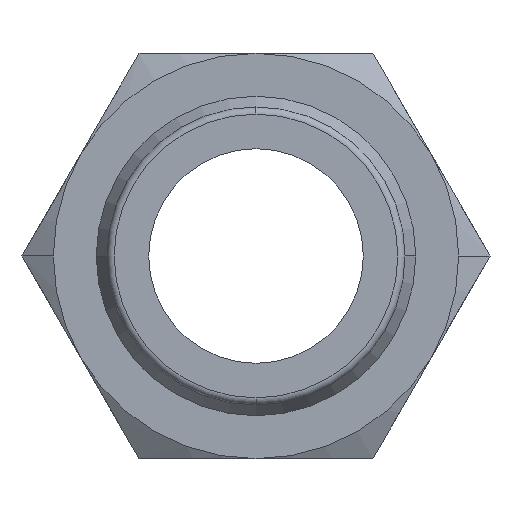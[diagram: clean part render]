
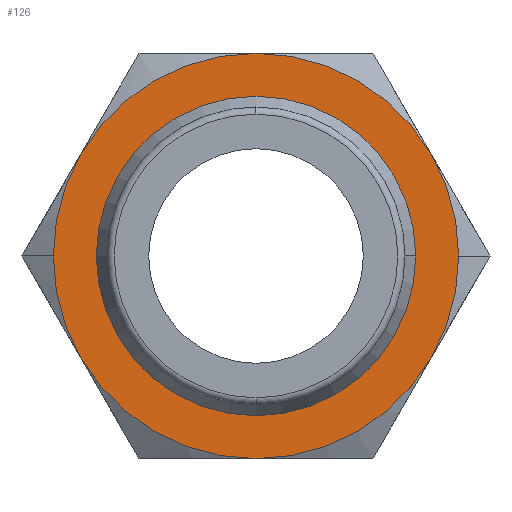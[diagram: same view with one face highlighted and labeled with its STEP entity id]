
A CAD part, front view. The second image highlights one B-rep face of the part: STEP entity #126.
In plain terms, the highlighted planar face has unit normal (0, -1, 0).
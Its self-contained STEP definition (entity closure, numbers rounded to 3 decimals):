
#126=ADVANCED_FACE('',(#260,#261),#262,.T.);
#260=FACE_OUTER_BOUND('',#397,.T.);
#261=FACE_BOUND('',#398,.T.);
#262=PLANE('',#399);
#397=EDGE_LOOP('',(#682,#683,#684,#685,#686,#687,#688,#689));
#398=EDGE_LOOP('',(#690,#691));
#399=AXIS2_PLACEMENT_3D('',#692,#693,#694);
#682=ORIENTED_EDGE('',*,*,#890,.T.);
#683=ORIENTED_EDGE('',*,*,#898,.T.);
#684=ORIENTED_EDGE('',*,*,#796,.T.);
#685=ORIENTED_EDGE('',*,*,#836,.T.);
#686=ORIENTED_EDGE('',*,*,#887,.T.);
#687=ORIENTED_EDGE('',*,*,#806,.T.);
#688=ORIENTED_EDGE('',*,*,#829,.T.);
#689=ORIENTED_EDGE('',*,*,#864,.T.);
#690=ORIENTED_EDGE('',*,*,#850,.F.);
#691=ORIENTED_EDGE('',*,*,#885,.F.);
#692=CARTESIAN_POINT('',(-4.25,14.0,0.0));
#693=DIRECTION('',(0.,-1.0,0.0));
#694=DIRECTION('',(-1.0,0.,0.0));
#796=EDGE_CURVE('',#935,#938,#940,.T.);
#806=EDGE_CURVE('',#953,#956,#958,.T.);
#829=EDGE_CURVE('',#956,#995,#997,.T.);
#836=EDGE_CURVE('',#938,#969,#1005,.T.);
#850=EDGE_CURVE('',#1023,#1019,#1025,.T.);
#864=EDGE_CURVE('',#995,#1042,#1044,.T.);
#885=EDGE_CURVE('',#1019,#1023,#1070,.T.);
#887=EDGE_CURVE('',#969,#953,#1072,.T.);
#890=EDGE_CURVE('',#1042,#1074,#1076,.T.);
#898=EDGE_CURVE('',#1074,#935,#1084,.T.);
#935=VERTEX_POINT('',#1127);
#938=VERTEX_POINT('',#1141);
#940=CIRCLE('',#1154,8.5);
#953=VERTEX_POINT('',#1169);
#956=VERTEX_POINT('',#1173);
#958=CIRCLE('',#1186,8.5);
#969=VERTEX_POINT('',#1199);
#995=VERTEX_POINT('',#1253);
#997=CIRCLE('',#1266,8.5);
#1005=CIRCLE('',#1298,8.5);
#1019=VERTEX_POINT('',#1325);
#1023=VERTEX_POINT('',#1330);
#1025=CIRCLE('',#1333,6.7);
#1042=VERTEX_POINT('',#1365);
#1044=CIRCLE('',#1378,8.5);
#1070=CIRCLE('',#1408,6.7);
#1072=CIRCLE('',#1410,8.5);
#1074=VERTEX_POINT('',#1412);
#1076=CIRCLE('',#1415,8.5);
#1084=CIRCLE('',#1434,8.5);
#1127=CARTESIAN_POINT('',(-7.361,14.0,-4.25));
#1141=CARTESIAN_POINT('',(0.,14.0,-8.5));
#1154=AXIS2_PLACEMENT_3D('',#1469,#1470,#1471);
#1169=CARTESIAN_POINT('',(8.5,14.0,0.));
#1173=CARTESIAN_POINT('',(7.361,14.0,4.25));
#1186=AXIS2_PLACEMENT_3D('',#1484,#1485,#1486);
#1199=CARTESIAN_POINT('',(7.361,14.0,-4.25));
#1253=CARTESIAN_POINT('',(0.,14.0,8.5));
#1266=AXIS2_PLACEMENT_3D('',#1513,#1514,#1515);
#1298=AXIS2_PLACEMENT_3D('',#1518,#1519,#1520);
#1325=CARTESIAN_POINT('',(6.7,14.0,0.));
#1330=CARTESIAN_POINT('',(-6.7,14.0,0.));
#1333=AXIS2_PLACEMENT_3D('',#1540,#1541,#1542);
#1365=CARTESIAN_POINT('',(-7.361,14.0,4.25));
#1378=AXIS2_PLACEMENT_3D('',#1556,#1557,#1558);
#1408=AXIS2_PLACEMENT_3D('',#1590,#1591,#1592);
#1410=AXIS2_PLACEMENT_3D('',#1593,#1594,#1595);
#1412=CARTESIAN_POINT('',(-8.5,14.0,0.));
#1415=AXIS2_PLACEMENT_3D('',#1597,#1598,#1599);
#1434=AXIS2_PLACEMENT_3D('',#1606,#1607,#1608);
#1469=CARTESIAN_POINT('',(0.,14.0,0.0));
#1470=DIRECTION('',(0.,-1.0,0.0));
#1471=DIRECTION('',(-1.0,0.,0.0));
#1484=CARTESIAN_POINT('',(0.,14.0,0.0));
#1485=DIRECTION('',(0.,-1.0,0.0));
#1486=DIRECTION('',(-1.0,0.,0.0));
#1513=CARTESIAN_POINT('',(0.,14.0,0.0));
#1514=DIRECTION('',(0.,-1.0,0.0));
#1515=DIRECTION('',(-1.0,0.,0.0));
#1518=CARTESIAN_POINT('',(0.,14.0,0.0));
#1519=DIRECTION('',(0.,-1.0,0.0));
#1520=DIRECTION('',(-1.0,0.,0.0));
#1540=CARTESIAN_POINT('',(0.0,14.0,0.0));
#1541=DIRECTION('',(0.,-1.0,0.0));
#1542=DIRECTION('',(1.0,0.,0.0));
#1556=CARTESIAN_POINT('',(0.,14.0,0.0));
#1557=DIRECTION('',(0.,-1.0,0.0));
#1558=DIRECTION('',(-1.0,0.,0.0));
#1590=CARTESIAN_POINT('',(0.0,14.0,0.0));
#1591=DIRECTION('',(0.,-1.0,0.0));
#1592=DIRECTION('',(1.0,0.,0.0));
#1593=CARTESIAN_POINT('',(0.,14.0,0.0));
#1594=DIRECTION('',(0.,-1.0,0.0));
#1595=DIRECTION('',(-1.0,0.,0.0));
#1597=CARTESIAN_POINT('',(0.,14.0,0.0));
#1598=DIRECTION('',(0.,-1.0,0.0));
#1599=DIRECTION('',(-1.0,0.,0.0));
#1606=CARTESIAN_POINT('',(0.,14.0,0.0));
#1607=DIRECTION('',(0.,-1.0,0.0));
#1608=DIRECTION('',(-1.0,0.,0.0));
